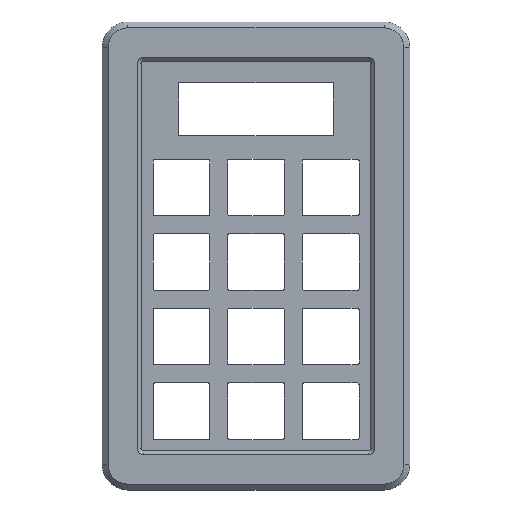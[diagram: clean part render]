
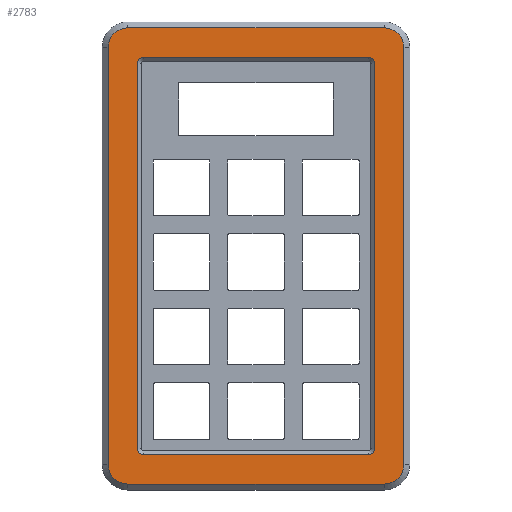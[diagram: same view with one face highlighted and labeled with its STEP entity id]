
A CAD part, top view. The second image highlights one B-rep face of the part: STEP entity #2783.
In plain terms, the highlighted planar face has unit normal (0, 0, 1).
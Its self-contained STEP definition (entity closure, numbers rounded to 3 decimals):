
#28=FACE_BOUND('',#407,.T.);
#71=PLANE('',#3040);
#238=FACE_OUTER_BOUND('',#406,.T.);
#406=EDGE_LOOP('',(#2162,#2163,#2164,#2165,#2166,#2167,#2168,#2169));
#407=EDGE_LOOP('',(#2170,#2171,#2172,#2173,#2174,#2175,#2176,#2177));
#569=LINE('',#4196,#841);
#572=LINE('',#4204,#844);
#626=LINE('',#4411,#898);
#631=LINE('',#4425,#903);
#635=LINE('',#4437,#907);
#639=LINE('',#4449,#911);
#648=LINE('',#4476,#920);
#649=LINE('',#4479,#921);
#841=VECTOR('',#3353,10.);
#844=VECTOR('',#3362,10.);
#898=VECTOR('',#3516,10.);
#903=VECTOR('',#3529,10.);
#907=VECTOR('',#3541,10.);
#911=VECTOR('',#3553,10.);
#920=VECTOR('',#3584,10.);
#921=VECTOR('',#3587,10.);
#1110=CIRCLE('',#2964,1.5);
#1111=CIRCLE('',#2967,1.5);
#1160=CIRCLE('',#3020,5.);
#1162=CIRCLE('',#3024,5.);
#1164=CIRCLE('',#3028,5.);
#1166=CIRCLE('',#3032,5.);
#1170=CIRCLE('',#3041,1.5);
#1171=CIRCLE('',#3042,1.5);
#1258=VERTEX_POINT('',#4188);
#1259=VERTEX_POINT('',#4190);
#1260=VERTEX_POINT('',#4194);
#1261=VERTEX_POINT('',#4198);
#1262=VERTEX_POINT('',#4202);
#1364=VERTEX_POINT('',#4408);
#1365=VERTEX_POINT('',#4410);
#1368=VERTEX_POINT('',#4417);
#1370=VERTEX_POINT('',#4423);
#1372=VERTEX_POINT('',#4429);
#1374=VERTEX_POINT('',#4435);
#1376=VERTEX_POINT('',#4441);
#1378=VERTEX_POINT('',#4447);
#1384=VERTEX_POINT('',#4473);
#1385=VERTEX_POINT('',#4475);
#1386=VERTEX_POINT('',#4477);
#1547=EDGE_CURVE('',#1258,#1259,#1110,.T.);
#1550=EDGE_CURVE('',#1258,#1260,#569,.T.);
#1552=EDGE_CURVE('',#1261,#1260,#1111,.T.);
#1554=EDGE_CURVE('',#1261,#1262,#572,.T.);
#1656=EDGE_CURVE('',#1364,#1365,#626,.T.);
#1660=EDGE_CURVE('',#1368,#1364,#1160,.T.);
#1663=EDGE_CURVE('',#1370,#1368,#631,.T.);
#1666=EDGE_CURVE('',#1372,#1370,#1162,.T.);
#1669=EDGE_CURVE('',#1374,#1372,#635,.T.);
#1672=EDGE_CURVE('',#1376,#1374,#1164,.T.);
#1675=EDGE_CURVE('',#1378,#1376,#639,.T.);
#1677=EDGE_CURVE('',#1365,#1378,#1166,.T.);
#1688=EDGE_CURVE('',#1384,#1262,#1170,.T.);
#1689=EDGE_CURVE('',#1384,#1385,#648,.T.);
#1690=EDGE_CURVE('',#1386,#1385,#1171,.T.);
#1691=EDGE_CURVE('',#1386,#1259,#649,.T.);
#2162=ORIENTED_EDGE('',*,*,#1656,.F.);
#2163=ORIENTED_EDGE('',*,*,#1660,.F.);
#2164=ORIENTED_EDGE('',*,*,#1663,.F.);
#2165=ORIENTED_EDGE('',*,*,#1666,.F.);
#2166=ORIENTED_EDGE('',*,*,#1669,.F.);
#2167=ORIENTED_EDGE('',*,*,#1672,.F.);
#2168=ORIENTED_EDGE('',*,*,#1675,.F.);
#2169=ORIENTED_EDGE('',*,*,#1677,.F.);
#2170=ORIENTED_EDGE('',*,*,#1550,.T.);
#2171=ORIENTED_EDGE('',*,*,#1552,.F.);
#2172=ORIENTED_EDGE('',*,*,#1554,.T.);
#2173=ORIENTED_EDGE('',*,*,#1688,.F.);
#2174=ORIENTED_EDGE('',*,*,#1689,.T.);
#2175=ORIENTED_EDGE('',*,*,#1690,.F.);
#2176=ORIENTED_EDGE('',*,*,#1691,.T.);
#2177=ORIENTED_EDGE('',*,*,#1547,.F.);
#2783=ADVANCED_FACE('',(#238,#28),#71,.T.);
#2964=AXIS2_PLACEMENT_3D('',#4191,#3347,#3348);
#2967=AXIS2_PLACEMENT_3D('',#4200,#3357,#3358);
#3020=AXIS2_PLACEMENT_3D('',#4419,#3522,#3523);
#3024=AXIS2_PLACEMENT_3D('',#4431,#3534,#3535);
#3028=AXIS2_PLACEMENT_3D('',#4443,#3546,#3547);
#3032=AXIS2_PLACEMENT_3D('',#4452,#3557,#3558);
#3040=AXIS2_PLACEMENT_3D('',#4472,#3580,#3581);
#3041=AXIS2_PLACEMENT_3D('',#4474,#3582,#3583);
#3042=AXIS2_PLACEMENT_3D('',#4478,#3585,#3586);
#3347=DIRECTION('center_axis',(0.,0.,1.));
#3348=DIRECTION('ref_axis',(-0.707,0.707,0.));
#3353=DIRECTION('',(1.,0.,0.));
#3357=DIRECTION('center_axis',(0.,0.,1.));
#3358=DIRECTION('ref_axis',(0.707,0.707,0.));
#3362=DIRECTION('',(0.,-1.,0.));
#3516=DIRECTION('',(0.,-1.,0.));
#3522=DIRECTION('center_axis',(0.,0.,-1.));
#3523=DIRECTION('ref_axis',(1.,0.,0.));
#3529=DIRECTION('',(1.,0.,0.));
#3534=DIRECTION('center_axis',(0.,0.,-1.));
#3535=DIRECTION('ref_axis',(0.,1.,0.));
#3541=DIRECTION('',(0.,1.,0.));
#3546=DIRECTION('center_axis',(0.,0.,-1.));
#3547=DIRECTION('ref_axis',(-1.,0.,0.));
#3553=DIRECTION('',(-1.,0.,0.));
#3557=DIRECTION('center_axis',(0.,0.,-1.));
#3558=DIRECTION('ref_axis',(0.,-1.,0.));
#3580=DIRECTION('center_axis',(0.,0.,1.));
#3581=DIRECTION('ref_axis',(-1.,0.,0.));
#3582=DIRECTION('center_axis',(0.,0.,1.));
#3583=DIRECTION('ref_axis',(0.707,-0.707,0.));
#3584=DIRECTION('',(-1.,0.,0.));
#3585=DIRECTION('center_axis',(0.,0.,1.));
#3586=DIRECTION('ref_axis',(-0.707,-0.707,0.));
#3587=DIRECTION('',(0.,1.,0.));
#4188=CARTESIAN_POINT('',(-28.75,50.75,6.5));
#4190=CARTESIAN_POINT('',(-30.25,49.25,6.5));
#4191=CARTESIAN_POINT('Origin',(-28.75,49.25,6.5));
#4194=CARTESIAN_POINT('',(28.75,50.75,6.5));
#4196=CARTESIAN_POINT('',(-30.25,50.75,6.5));
#4198=CARTESIAN_POINT('',(30.25,49.25,6.5));
#4200=CARTESIAN_POINT('Origin',(28.75,49.25,6.5));
#4202=CARTESIAN_POINT('',(30.25,-49.25,6.5));
#4204=CARTESIAN_POINT('',(30.25,50.75,6.5));
#4408=CARTESIAN_POINT('',(37.75,53.25,6.5));
#4410=CARTESIAN_POINT('',(37.75,-53.25,6.5));
#4411=CARTESIAN_POINT('',(37.75,-26.625,6.5));
#4417=CARTESIAN_POINT('',(32.75,58.25,6.5));
#4419=CARTESIAN_POINT('Origin',(32.75,53.25,6.5));
#4423=CARTESIAN_POINT('',(-32.75,58.25,6.5));
#4425=CARTESIAN_POINT('',(16.375,58.25,6.5));
#4429=CARTESIAN_POINT('',(-37.75,53.25,6.5));
#4431=CARTESIAN_POINT('Origin',(-32.75,53.25,6.5));
#4435=CARTESIAN_POINT('',(-37.75,-53.25,6.5));
#4437=CARTESIAN_POINT('',(-37.75,26.625,6.5));
#4441=CARTESIAN_POINT('',(-32.75,-58.25,6.5));
#4443=CARTESIAN_POINT('Origin',(-32.75,-53.25,6.5));
#4447=CARTESIAN_POINT('',(32.75,-58.25,6.5));
#4449=CARTESIAN_POINT('',(-16.375,-58.25,6.5));
#4452=CARTESIAN_POINT('Origin',(32.75,-53.25,6.5));
#4472=CARTESIAN_POINT('Origin',(0.,0.,6.5));
#4473=CARTESIAN_POINT('',(28.75,-50.75,6.5));
#4474=CARTESIAN_POINT('Origin',(28.75,-49.25,6.5));
#4475=CARTESIAN_POINT('',(-28.75,-50.75,6.5));
#4476=CARTESIAN_POINT('',(30.25,-50.75,6.5));
#4477=CARTESIAN_POINT('',(-30.25,-49.25,6.5));
#4478=CARTESIAN_POINT('Origin',(-28.75,-49.25,6.5));
#4479=CARTESIAN_POINT('',(-30.25,-50.75,6.5));
